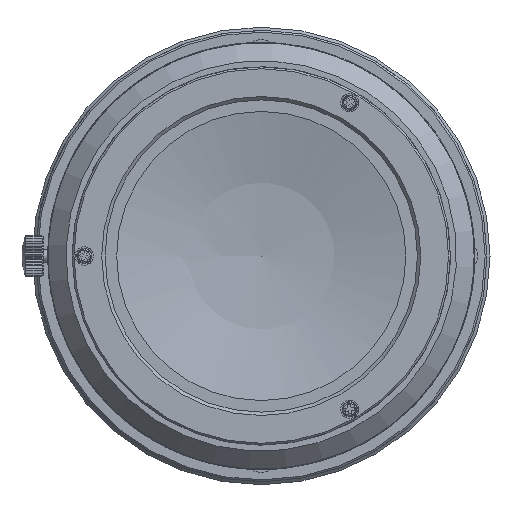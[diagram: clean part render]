
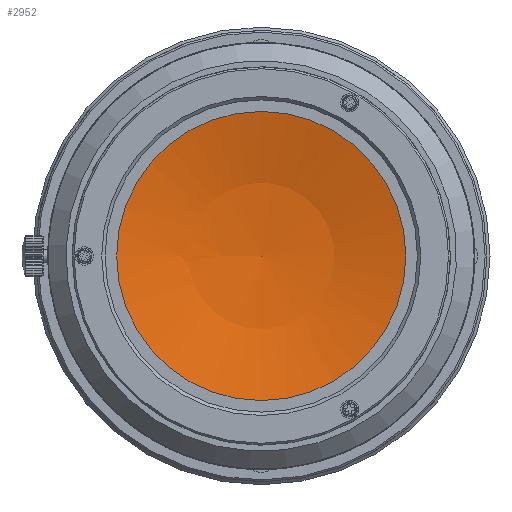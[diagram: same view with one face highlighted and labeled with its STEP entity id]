
A CAD part, left-side view. The second image highlights one B-rep face of the part: STEP entity #2952.
In plain terms, the highlighted spherical face has radius 86.983 mm.
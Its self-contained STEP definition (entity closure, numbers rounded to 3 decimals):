
#129=SPHERICAL_SURFACE('',#11622,86.983);
#169=VERTEX_LOOP('',#8253);
#2952=ADVANCED_FACE('',(#3431,#3432),#129,.F.);
#3431=FACE_BOUND('',#4089,.T.);
#3432=FACE_BOUND('',#169,.T.);
#4089=EDGE_LOOP('',(#5852));
#5852=ORIENTED_EDGE('',*,*,#9845,.T.);
#8252=VERTEX_POINT('',#16339);
#8253=VERTEX_POINT('',#16340);
#9845=EDGE_CURVE('',#8252,#8252,#11050,.T.);
#11050=CIRCLE('',#11621,23.732);
#11621=AXIS2_PLACEMENT_3D('',#16338,#13183,#13184);
#11622=AXIS2_PLACEMENT_3D('',#16341,#13185,#13186);
#13183=DIRECTION('',(-1.,0.,0.));
#13184=DIRECTION('',(0.,1.,0.));
#13185=DIRECTION('',(1.,0.,0.));
#13186=DIRECTION('',(0.,1.,0.));
#16338=CARTESIAN_POINT('',(-147.749,0.,0.));
#16339=CARTESIAN_POINT('',(-147.749,23.732,0.));
#16340=CARTESIAN_POINT('',(-144.449,0.,0.));
#16341=CARTESIAN_POINT('',(-231.432,0.,0.));
